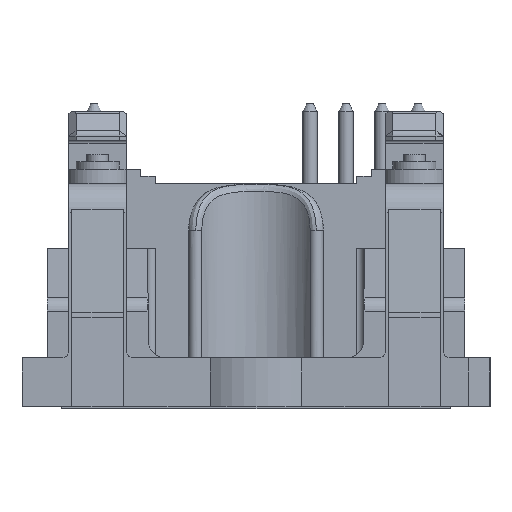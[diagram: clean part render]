
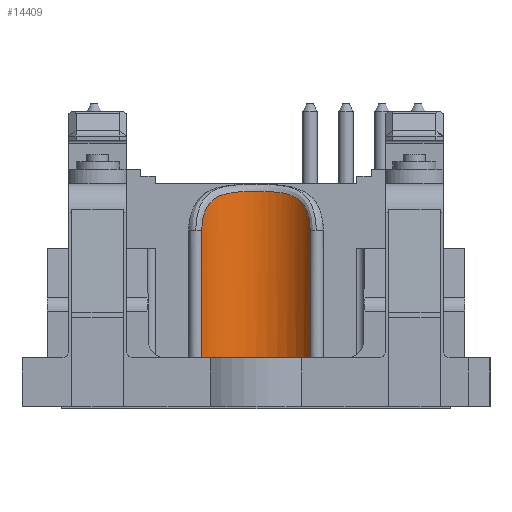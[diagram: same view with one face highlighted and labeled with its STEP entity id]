
A CAD part, left-side view. The second image highlights one B-rep face of the part: STEP entity #14409.
In plain terms, the highlighted cylindrical face has radius 4.5 mm (diameter 9 mm), a partial arc.
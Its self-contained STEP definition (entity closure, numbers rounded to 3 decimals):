
#163=B_SPLINE_CURVE_WITH_KNOTS('',3,(#19082,#19083,#19084,#19085,#19086,
#19087,#19088,#19089,#19090,#19091,#19092),.UNSPECIFIED.,.F.,.F.,(4,1,1,
1,1,1,1,1,4),(0.,0.001,0.003,0.004,
0.006,0.007,0.009,0.01,
0.012),.UNSPECIFIED.);
#622=LINE('',#20419,#1613);
#623=LINE('',#20423,#1614);
#1613=VECTOR('',#16536,1000.);
#1614=VECTOR('',#16541,1000.);
#2342=CYLINDRICAL_SURFACE('',#15128,4.5);
#3139=ORIENTED_EDGE('',*,*,#5507,.T.);
#3140=ORIENTED_EDGE('',*,*,#5876,.T.);
#3141=ORIENTED_EDGE('',*,*,#5877,.T.);
#3142=ORIENTED_EDGE('',*,*,#5878,.T.);
#5507=EDGE_CURVE('',#6942,#6945,#163,.T.);
#5876=EDGE_CURVE('',#6945,#7244,#622,.T.);
#5877=EDGE_CURVE('',#7244,#7245,#7943,.F.);
#5878=EDGE_CURVE('',#7245,#6942,#623,.F.);
#6942=VERTEX_POINT('',#19066);
#6945=VERTEX_POINT('',#19081);
#7244=VERTEX_POINT('',#20418);
#7245=VERTEX_POINT('',#20422);
#7943=CIRCLE('',#15129,4.5);
#8305=EDGE_LOOP('',(#3139,#3140,#3141,#3142));
#9068=FACE_BOUND('',#8305,.T.);
#14409=ADVANCED_FACE('',(#9068),#2342,.F.);
#15128=AXIS2_PLACEMENT_3D('',#20420,#16537,#16538);
#15129=AXIS2_PLACEMENT_3D('',#20421,#16539,#16540);
#16536=DIRECTION('',(0.,0.,-1.));
#16537=DIRECTION('',(0.,0.,-1.));
#16538=DIRECTION('',(-1.,0.,0.));
#16539=DIRECTION('',(0.,0.,1.));
#16540=DIRECTION('',(1.,0.,0.));
#16541=DIRECTION('',(0.,0.,-1.));
#19066=CARTESIAN_POINT('',(-25.025,-3.758,12.25));
#19081=CARTESIAN_POINT('',(-25.025,3.758,12.25));
#19082=CARTESIAN_POINT('',(-25.025,-3.758,12.25));
#19083=CARTESIAN_POINT('',(-25.025,-3.758,12.746));
#19084=CARTESIAN_POINT('',(-24.774,-3.615,13.729));
#19085=CARTESIAN_POINT('',(-23.867,-2.779,14.668));
#19086=CARTESIAN_POINT('',(-23.159,-1.47,14.929));
#19087=CARTESIAN_POINT('',(-22.92,0.005,14.967));
#19088=CARTESIAN_POINT('',(-23.16,1.47,14.929));
#19089=CARTESIAN_POINT('',(-23.867,2.779,14.667));
#19090=CARTESIAN_POINT('',(-24.773,3.613,13.732));
#19091=CARTESIAN_POINT('',(-25.025,3.758,12.746));
#19092=CARTESIAN_POINT('',(-25.025,3.758,12.25));
#20418=CARTESIAN_POINT('',(-25.025,3.758,3.4));
#20419=CARTESIAN_POINT('',(-25.025,3.758,79.771));
#20420=CARTESIAN_POINT('',(-27.5,0.,79.771));
#20421=CARTESIAN_POINT('',(-27.5,0.,3.4));
#20422=CARTESIAN_POINT('',(-25.025,-3.758,3.4));
#20423=CARTESIAN_POINT('',(-25.025,-3.758,79.771));
